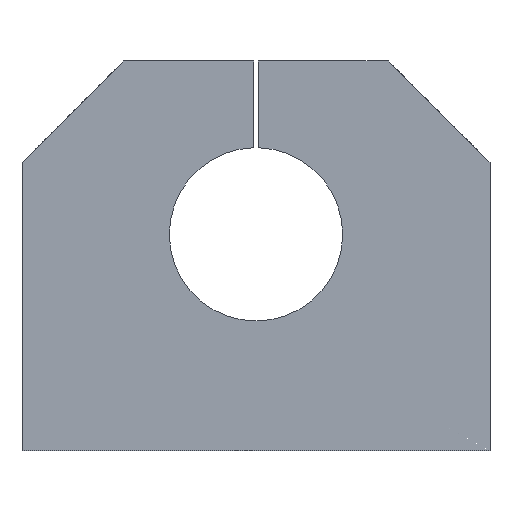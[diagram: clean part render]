
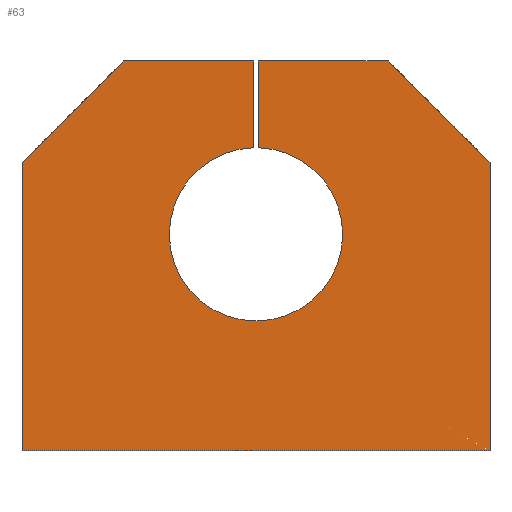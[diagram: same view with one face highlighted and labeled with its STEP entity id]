
A CAD part, front view. The second image highlights one B-rep face of the part: STEP entity #63.
In plain terms, the highlighted planar face has unit normal (0, -1, 0).
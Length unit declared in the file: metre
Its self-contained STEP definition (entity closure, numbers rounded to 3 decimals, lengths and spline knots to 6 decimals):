
#63 = ADVANCED_FACE( '', ( #144 ), #145, .F. );
#144 = FACE_OUTER_BOUND( '', #253, .T. );
#145 = PLANE( '', #254 );
#253 = EDGE_LOOP( '', ( #384, #385, #386, #387, #388, #389, #390, #391, #392, #393 ) );
#254 = AXIS2_PLACEMENT_3D( '', #394, #395, #396 );
#384 = ORIENTED_EDGE( '', *, *, #603, .T. );
#385 = ORIENTED_EDGE( '', *, *, #599, .F. );
#386 = ORIENTED_EDGE( '', *, *, #604, .F. );
#387 = ORIENTED_EDGE( '', *, *, #605, .F. );
#388 = ORIENTED_EDGE( '', *, *, #606, .F. );
#389 = ORIENTED_EDGE( '', *, *, #607, .F. );
#390 = ORIENTED_EDGE( '', *, *, #608, .F. );
#391 = ORIENTED_EDGE( '', *, *, #609, .F. );
#392 = ORIENTED_EDGE( '', *, *, #610, .T. );
#393 = ORIENTED_EDGE( '', *, *, #581, .T. );
#394 = CARTESIAN_POINT( '', ( -0.054, -0.024, 0. ) );
#395 = DIRECTION( '', ( 0., 1., 0. ) );
#396 = DIRECTION( '', ( 0., 0., 1. ) );
#581 = EDGE_CURVE( '', #675, #673, #676, .T. );
#599 = EDGE_CURVE( '', #706, #707, #708, .T. );
#603 = EDGE_CURVE( '', #673, #707, #712, .T. );
#604 = EDGE_CURVE( '', #713, #706, #714, .T. );
#605 = EDGE_CURVE( '', #715, #713, #716, .T. );
#606 = EDGE_CURVE( '', #717, #715, #718, .T. );
#607 = EDGE_CURVE( '', #719, #717, #720, .T. );
#608 = EDGE_CURVE( '', #721, #719, #722, .T. );
#609 = EDGE_CURVE( '', #723, #721, #724, .T. );
#610 = EDGE_CURVE( '', #723, #675, #725, .T. );
#673 = VERTEX_POINT( '', #806 );
#675 = VERTEX_POINT( '', #809 );
#676 = CIRCLE( '', #810, 0.02 );
#706 = VERTEX_POINT( '', #854 );
#707 = VERTEX_POINT( '', #855 );
#708 = LINE( '', #856, #857 );
#712 = LINE( '', #863, #864 );
#713 = VERTEX_POINT( '', #865 );
#714 = LINE( '', #866, #867 );
#715 = VERTEX_POINT( '', #868 );
#716 = LINE( '', #869, #870 );
#717 = VERTEX_POINT( '', #871 );
#718 = LINE( '', #872, #873 );
#719 = VERTEX_POINT( '', #874 );
#720 = LINE( '', #875, #876 );
#721 = VERTEX_POINT( '', #877 );
#722 = LINE( '', #878, #879 );
#723 = VERTEX_POINT( '', #880 );
#724 = LINE( '', #881, #882 );
#725 = LINE( '', #883, #884 );
#806 = CARTESIAN_POINT( '', ( -0.0005, -0.024, 0.069994 ) );
#809 = CARTESIAN_POINT( '', ( 0.0005, -0.024, 0.069994 ) );
#810 = AXIS2_PLACEMENT_3D( '', #1091, #1092, #1093 );
#854 = CARTESIAN_POINT( '', ( -0.0305, -0.024, 0.09 ) );
#855 = CARTESIAN_POINT( '', ( -0.0005, -0.024, 0.09 ) );
#856 = CARTESIAN_POINT( '', ( -0.0305, -0.024, 0.09 ) );
#857 = VECTOR( '', #1108, 1. );
#863 = CARTESIAN_POINT( '', ( -0.0005, -0.024, 0.05 ) );
#864 = VECTOR( '', #1111, 1. );
#865 = CARTESIAN_POINT( '', ( -0.054, -0.024, 0.0665 ) );
#866 = CARTESIAN_POINT( '', ( -0.054, -0.024, 0.0665 ) );
#867 = VECTOR( '', #1112, 1. );
#868 = CARTESIAN_POINT( '', ( -0.054, -0.024, 0. ) );
#869 = CARTESIAN_POINT( '', ( -0.054, -0.024, 0. ) );
#870 = VECTOR( '', #1113, 1. );
#871 = CARTESIAN_POINT( '', ( 0.054, -0.024, 0. ) );
#872 = CARTESIAN_POINT( '', ( 0.054, -0.024, 0. ) );
#873 = VECTOR( '', #1114, 1. );
#874 = CARTESIAN_POINT( '', ( 0.054, -0.024, 0.0665 ) );
#875 = CARTESIAN_POINT( '', ( 0.054, -0.024, 0.0665 ) );
#876 = VECTOR( '', #1115, 1. );
#877 = CARTESIAN_POINT( '', ( 0.0305, -0.024, 0.09 ) );
#878 = CARTESIAN_POINT( '', ( 0.0305, -0.024, 0.09 ) );
#879 = VECTOR( '', #1116, 1. );
#880 = CARTESIAN_POINT( '', ( 0.0005, -0.024, 0.09 ) );
#881 = CARTESIAN_POINT( '', ( -0.0305, -0.024, 0.09 ) );
#882 = VECTOR( '', #1117, 1. );
#883 = CARTESIAN_POINT( '', ( 0.0005, -0.024, 0.09 ) );
#884 = VECTOR( '', #1118, 1. );
#1091 = CARTESIAN_POINT( '', ( 0., -0.024, 0.05 ) );
#1092 = DIRECTION( '', ( 0., 1., 0. ) );
#1093 = DIRECTION( '', ( 1., 0., 0. ) );
#1108 = DIRECTION( '', ( 1., 0., 0. ) );
#1111 = DIRECTION( '', ( 0., 0., 1. ) );
#1112 = DIRECTION( '', ( 0.707, 0., 0.707 ) );
#1113 = DIRECTION( '', ( 0., 0., 1. ) );
#1114 = DIRECTION( '', ( -1., 0., 0. ) );
#1115 = DIRECTION( '', ( 0., 0., -1. ) );
#1116 = DIRECTION( '', ( 0.707, 0., -0.707 ) );
#1117 = DIRECTION( '', ( 1., 0., 0. ) );
#1118 = DIRECTION( '', ( 0., 0., -1. ) );
